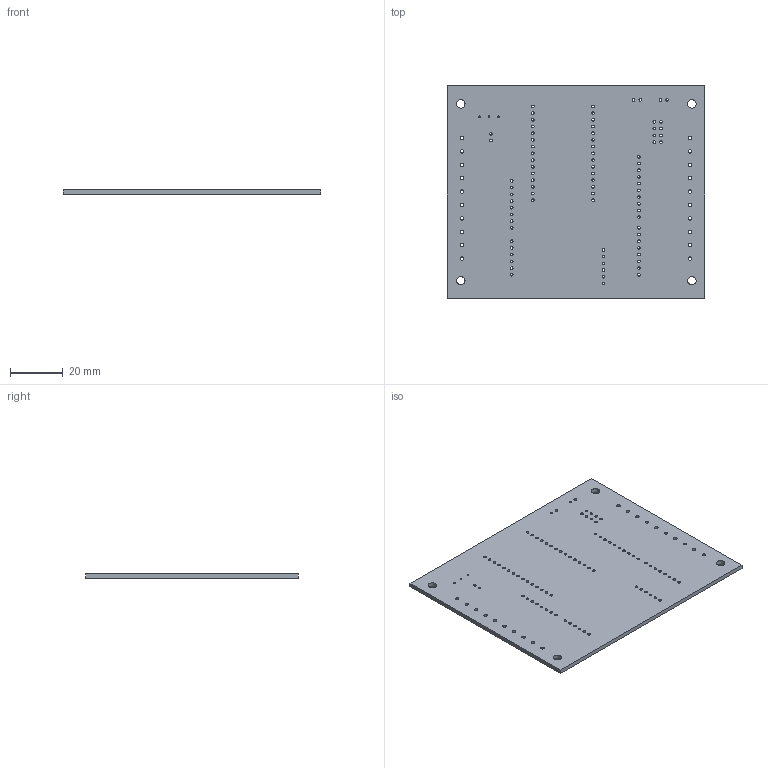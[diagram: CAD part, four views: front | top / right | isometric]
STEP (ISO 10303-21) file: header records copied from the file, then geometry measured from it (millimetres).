
FILE_DESCRIPTION(('KiCad electronic assembly'),'2;1');
FILE_NAME('Arduino Schematic.step','2023-03-16T21:26:21',('Pcbnew'),( 'Kicad'),'Open CASCADE STEP processor 7.6','KiCad to STEP converter' ,'Unknown');
FILE_SCHEMA(('AUTOMOTIVE_DESIGN { 1 0 10303 214 1 1 1 1 }'));
Length unit declared in the file: millimetre
Products named in the file (2): Arduino Schematic 1; Arduino Schematic PCB
Assembly tree (1 placements, depth 2):
  Arduino Schematic 1
    Arduino Schematic PCB
Bounding box: 97.54 x 80.52 x 1.6 mm (x, y, z)
Volume: 12367.1 mm3; surface area: 16644.9 mm2
Topology: 1 solids, 1 shells, 115 faces, 339 edges, 226 vertices
Faces by surface type: cylinder 109, plane 6
Full cylindrical faces by diameter (mm): 0.6 x3, 1 x82, 1.3 x20, 3.2 x4
Entity records: 8861 total; most frequent: DIRECTION 1469, CARTESIAN_POINT 1360, ORIENTED_EDGE 678, PCURVE 678, DEFINITIONAL_REPRESENTATION 678, LINE 581, VECTOR 581, CIRCLE 436
